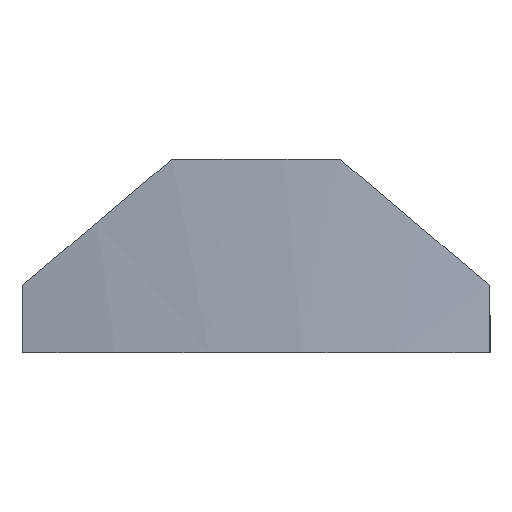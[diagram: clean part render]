
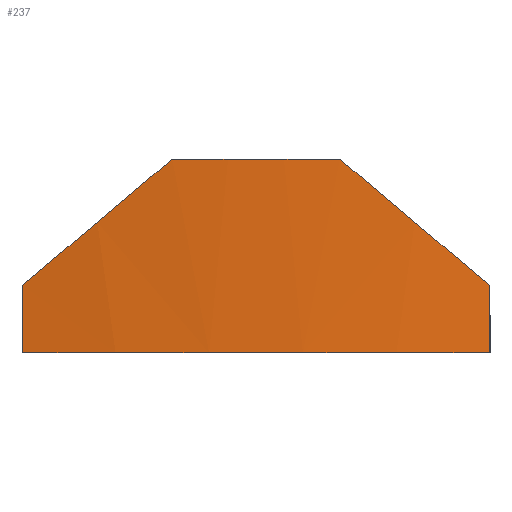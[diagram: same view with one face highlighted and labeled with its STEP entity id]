
A CAD part, front view. The second image highlights one B-rep face of the part: STEP entity #237.
In plain terms, the highlighted cylindrical face has radius 20 mm (diameter 40 mm), a partial arc.
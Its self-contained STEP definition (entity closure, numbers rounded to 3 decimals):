
#3 = CARTESIAN_POINT ( 'NONE',  ( -3.104, -1.158, 10. ) ) ;
#7 = CARTESIAN_POINT ( 'NONE',  ( -1.781, -1.332, 2.018 ) ) ;
#85 = FACE_OUTER_BOUND ( 'NONE', #728, .T. ) ;
#103 = ORIENTED_EDGE ( 'NONE', *, *, #528, .F. ) ;
#141 = DIRECTION ( 'NONE',  ( 0., 0., -1. ) ) ;
#148 = VERTEX_POINT ( 'NONE', #1260 ) ;
#160 = VERTEX_POINT ( 'NONE', #771 ) ;
#194 = CARTESIAN_POINT ( 'NONE',  ( 3.104, -1.158, 0.9 ) ) ;
#237 = ADVANCED_FACE ( 'NONE', ( #85 ), #688, .T. ) ;
#307 = VERTEX_POINT ( 'NONE', #316 ) ;
#316 = CARTESIAN_POINT ( 'NONE',  ( 3.104, -1.158, 0. ) ) ;
#338 = DIRECTION ( 'NONE',  ( -1., 0., 0. ) ) ;
#351 = CARTESIAN_POINT ( 'NONE',  ( -1.114, -1.369, 2.578 ) ) ;
#366 = ORIENTED_EDGE ( 'NONE', *, *, #699, .T. ) ;
#369 =( BOUNDED_CURVE ( )  B_SPLINE_CURVE ( 3, ( #194, #613, #1320, #488 ),
 .UNSPECIFIED., .F., .T. ) 
 B_SPLINE_CURVE_WITH_KNOTS ( ( 4, 4 ),
 ( 1.496, 1.596 ),
 .UNSPECIFIED. ) 
 CURVE ( )  GEOMETRIC_REPRESENTATION_ITEM ( )  RATIONAL_B_SPLINE_CURVE ( ( 1., 0.999, 0.999, 1. ) ) 
 REPRESENTATION_ITEM ( '' )  );
#382 = CIRCLE ( 'NONE', #776, 20. ) ;
#383 = ORIENTED_EDGE ( 'NONE', *, *, #835, .F. ) ;
#392 = CARTESIAN_POINT ( 'NONE',  ( 3.104, -1.158, 10. ) ) ;
#478 = VERTEX_POINT ( 'NONE', #1117 ) ;
#488 = CARTESIAN_POINT ( 'NONE',  ( 1.114, -1.369, 2.578 ) ) ;
#528 = EDGE_CURVE ( 'NONE', #1459, #307, #1368, .T. ) ;
#558 = DIRECTION ( 'NONE',  ( 0., 0., -1. ) ) ;
#567 = CIRCLE ( 'NONE', #762, 20. ) ;
#580 = CARTESIAN_POINT ( 'NONE',  ( 0., 18.6, 10. ) ) ;
#589 = VERTEX_POINT ( 'NONE', #672 ) ;
#600 = DIRECTION ( 'NONE',  ( 0., 0., -1. ) ) ;
#613 = CARTESIAN_POINT ( 'NONE',  ( 2.444, -1.261, 1.458 ) ) ;
#617 = DIRECTION ( 'NONE',  ( -1., 0., 0. ) ) ;
#672 = CARTESIAN_POINT ( 'NONE',  ( -3.104, -1.158, 0. ) ) ;
#688 = CYLINDRICAL_SURFACE ( 'NONE', #778, 20. ) ;
#699 = EDGE_CURVE ( 'NONE', #1459, #148, #369, .T. ) ;
#713 = CARTESIAN_POINT ( 'NONE',  ( 0., 18.6, 0. ) ) ;
#728 = EDGE_LOOP ( 'NONE', ( #383, #1217, #1487, #103, #366, #1102 ) ) ;
#762 = AXIS2_PLACEMENT_3D ( 'NONE', #1424, #600, #617 ) ;
#771 = CARTESIAN_POINT ( 'NONE',  ( -3.104, -1.158, 0.9 ) ) ;
#776 = AXIS2_PLACEMENT_3D ( 'NONE', #713, #1186, #953 ) ;
#778 = AXIS2_PLACEMENT_3D ( 'NONE', #580, #558, #338 ) ;
#835 = EDGE_CURVE ( 'NONE', #160, #478, #1060, .T. ) ;
#932 = LINE ( 'NONE', #3, #1195 ) ;
#953 = DIRECTION ( 'NONE',  ( 1., 0., 0. ) ) ;
#981 = VECTOR ( 'NONE', #1353, 1000. ) ;
#1046 = CARTESIAN_POINT ( 'NONE',  ( 3.104, -1.158, 0.9 ) ) ;
#1060 =( BOUNDED_CURVE ( )  B_SPLINE_CURVE ( 3, ( #1062, #1420, #7, #351 ),
 .UNSPECIFIED., .F., .F. ) 
 B_SPLINE_CURVE_WITH_KNOTS ( ( 4, 4 ),
 ( 1.496, 1.596 ),
 .UNSPECIFIED. ) 
 CURVE ( )  GEOMETRIC_REPRESENTATION_ITEM ( )  RATIONAL_B_SPLINE_CURVE ( ( 1., 0.999, 0.999, 1. ) ) 
 REPRESENTATION_ITEM ( '' )  );
#1062 = CARTESIAN_POINT ( 'NONE',  ( -3.104, -1.158, 0.9 ) ) ;
#1102 = ORIENTED_EDGE ( 'NONE', *, *, #1458, .T. ) ;
#1117 = CARTESIAN_POINT ( 'NONE',  ( -1.114, -1.369, 2.578 ) ) ;
#1129 = EDGE_CURVE ( 'NONE', #589, #307, #382, .T. ) ;
#1186 = DIRECTION ( 'NONE',  ( 0., 0., 1. ) ) ;
#1195 = VECTOR ( 'NONE', #141, 1000. ) ;
#1217 = ORIENTED_EDGE ( 'NONE', *, *, #1485, .T. ) ;
#1260 = CARTESIAN_POINT ( 'NONE',  ( 1.114, -1.369, 2.578 ) ) ;
#1320 = CARTESIAN_POINT ( 'NONE',  ( 1.781, -1.332, 2.018 ) ) ;
#1353 = DIRECTION ( 'NONE',  ( 0., 0., -1. ) ) ;
#1368 = LINE ( 'NONE', #392, #981 ) ;
#1420 = CARTESIAN_POINT ( 'NONE',  ( -2.444, -1.261, 1.458 ) ) ;
#1424 = CARTESIAN_POINT ( 'NONE',  ( 0., 18.6, 2.578 ) ) ;
#1458 = EDGE_CURVE ( 'NONE', #148, #478, #567, .T. ) ;
#1459 = VERTEX_POINT ( 'NONE', #1046 ) ;
#1485 = EDGE_CURVE ( 'NONE', #160, #589, #932, .T. ) ;
#1487 = ORIENTED_EDGE ( 'NONE', *, *, #1129, .T. ) ;
